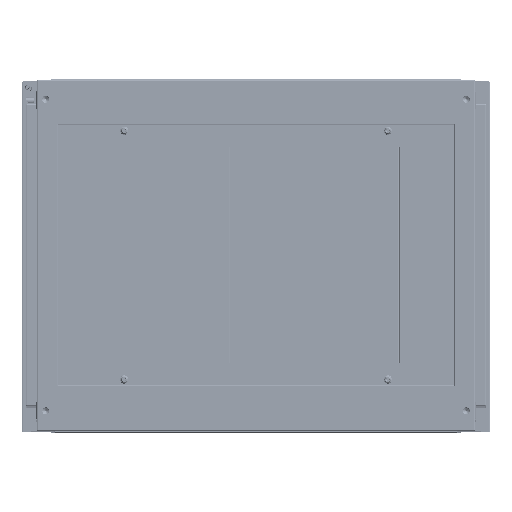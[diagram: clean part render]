
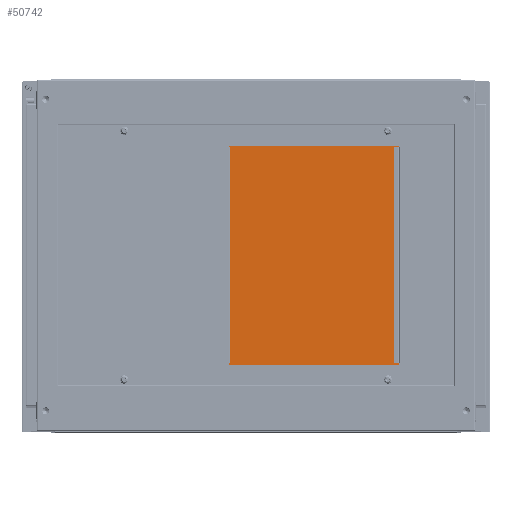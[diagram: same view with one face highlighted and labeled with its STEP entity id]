
A CAD part, top view. The second image highlights one B-rep face of the part: STEP entity #50742.
In plain terms, the highlighted face is planar.
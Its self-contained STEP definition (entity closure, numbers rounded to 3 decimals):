
#32537 = CARTESIAN_POINT ( 'NONE',  ( -200., -149., 1.5 ) ) ;
#32548 = CARTESIAN_POINT ( 'NONE',  ( -185., -148., 1.5 ) ) ;
#32549 = DIRECTION ( 'NONE',  ( 0., -1., 0. ) ) ;
#32553 = DIRECTION ( 'NONE',  ( 1., 0., 0. ) ) ;
#32554 = CARTESIAN_POINT ( 'NONE',  ( 200., 149., 1.5 ) ) ;
#32558 = CARTESIAN_POINT ( 'NONE',  ( 185., -147.99, 1.5 ) ) ;
#32559 = DIRECTION ( 'NONE',  ( 0., 1., 0. ) ) ;
#32562 = CARTESIAN_POINT ( 'NONE',  ( -200., 149., 1.5 ) ) ;
#32563 = DIRECTION ( 'NONE',  ( -1., 0., 0. ) ) ;
#32566 = CARTESIAN_POINT ( 'NONE',  ( 185., -148., 1.5 ) ) ;
#32567 = DIRECTION ( 'NONE',  ( 0., -1., 0. ) ) ;
#32570 = CARTESIAN_POINT ( 'NONE',  ( -200., -149., 1.5 ) ) ;
#32571 = DIRECTION ( 'NONE',  ( 1., 0., 0. ) ) ;
#32575 = DIRECTION ( 'NONE',  ( 0., -1., 0. ) ) ;
#32582 = CARTESIAN_POINT ( 'NONE',  ( -200., 149., 1.5 ) ) ;
#32583 = DIRECTION ( 'NONE',  ( -1., 0., 0. ) ) ;
#50490 = FACE_OUTER_BOUND ( 'NONE', #128178, .T. ) ;
#50742 = ADVANCED_FACE ( 'NONE', ( #50490 ), #61159, .T. ) ;
#52554 = VECTOR ( 'NONE', #32549, 1000. ) ;
#52558 = LINE ( 'NONE', #32548, #52554 ) ;
#52581 = LINE ( 'NONE', #32554, #52602 ) ;
#52583 = LINE ( 'NONE', #32537, #52591 ) ;
#52591 = VECTOR ( 'NONE', #32553, 1000. ) ;
#52592 = LINE ( 'NONE', #32558, #52610 ) ;
#52596 = LINE ( 'NONE', #32562, #52632 ) ;
#52602 = VECTOR ( 'NONE', #32559, 1000. ) ;
#52610 = VECTOR ( 'NONE', #32563, 1000. ) ;
#52618 = LINE ( 'NONE', #32566, #52619 ) ;
#52619 = VECTOR ( 'NONE', #32567, 1000. ) ;
#52624 = LINE ( 'NONE', #32570, #52626 ) ;
#52626 = VECTOR ( 'NONE', #32571, 1000. ) ;
#52632 = VECTOR ( 'NONE', #32575, 1000. ) ;
#52647 = LINE ( 'NONE', #32582, #52649 ) ;
#52649 = VECTOR ( 'NONE', #32583, 1000. ) ;
#54663 = EDGE_CURVE ( 'NONE', #133119, #133090, #52558, .T. ) ;
#54668 = EDGE_CURVE ( 'NONE', #133095, #133090, #52583, .T. ) ;
#54675 = EDGE_CURVE ( 'NONE', #133113, #133109, #52581, .T. ) ;
#54680 = EDGE_CURVE ( 'NONE', #133120, #133119, #52592, .T. ) ;
#54685 = EDGE_CURVE ( 'NONE', #133120, #133114, #52618, .T. ) ;
#54690 = EDGE_CURVE ( 'NONE', #133114, #133113, #52624, .T. ) ;
#54693 = EDGE_CURVE ( 'NONE', #133105, #133095, #52596, .T. ) ;
#54702 = EDGE_CURVE ( 'NONE', #133109, #133105, #52647, .T. ) ;
#58532 = AXIS2_PLACEMENT_3D ( 'NONE', #61158, #61160, #61161 ) ;
#61158 = CARTESIAN_POINT ( 'NONE',  ( -200., -149., 1.5 ) ) ;
#61159 = PLANE ( 'NONE',  #58532 ) ;
#61160 = DIRECTION ( 'NONE',  ( 0., 0., 1. ) ) ;
#61161 = DIRECTION ( 'NONE',  ( 1., 0., 0. ) ) ;
#113952 = ORIENTED_EDGE ( 'NONE', *, *, #54663, .F. ) ;
#113954 = ORIENTED_EDGE ( 'NONE', *, *, #54668, .T. ) ;
#113956 = ORIENTED_EDGE ( 'NONE', *, *, #54693, .T. ) ;
#113958 = ORIENTED_EDGE ( 'NONE', *, *, #54702, .T. ) ;
#113960 = ORIENTED_EDGE ( 'NONE', *, *, #54675, .T. ) ;
#113961 = ORIENTED_EDGE ( 'NONE', *, *, #54690, .T. ) ;
#113962 = ORIENTED_EDGE ( 'NONE', *, *, #54685, .T. ) ;
#113963 = ORIENTED_EDGE ( 'NONE', *, *, #54680, .F. ) ;
#116222 = CARTESIAN_POINT ( 'NONE',  ( -185., -149., 1.5 ) ) ;
#116231 = CARTESIAN_POINT ( 'NONE',  ( -200., -149., 1.5 ) ) ;
#116250 = CARTESIAN_POINT ( 'NONE',  ( -200., 149., 1.5 ) ) ;
#116256 = CARTESIAN_POINT ( 'NONE',  ( 200., 149., 1.5 ) ) ;
#116263 = CARTESIAN_POINT ( 'NONE',  ( 200., -149., 1.5 ) ) ;
#116265 = CARTESIAN_POINT ( 'NONE',  ( 185., -149., 1.5 ) ) ;
#116274 = CARTESIAN_POINT ( 'NONE',  ( -185., -147.99, 1.5 ) ) ;
#116276 = CARTESIAN_POINT ( 'NONE',  ( 185., -147.99, 1.5 ) ) ;
#128178 = EDGE_LOOP ( 'NONE', ( #113963, #113962, #113961, #113960, #113958, #113956, #113954, #113952 ) ) ;
#133090 = VERTEX_POINT ( 'NONE', #116222 ) ;
#133095 = VERTEX_POINT ( 'NONE', #116231 ) ;
#133105 = VERTEX_POINT ( 'NONE', #116250 ) ;
#133109 = VERTEX_POINT ( 'NONE', #116256 ) ;
#133113 = VERTEX_POINT ( 'NONE', #116263 ) ;
#133114 = VERTEX_POINT ( 'NONE', #116265 ) ;
#133119 = VERTEX_POINT ( 'NONE', #116274 ) ;
#133120 = VERTEX_POINT ( 'NONE', #116276 ) ;
